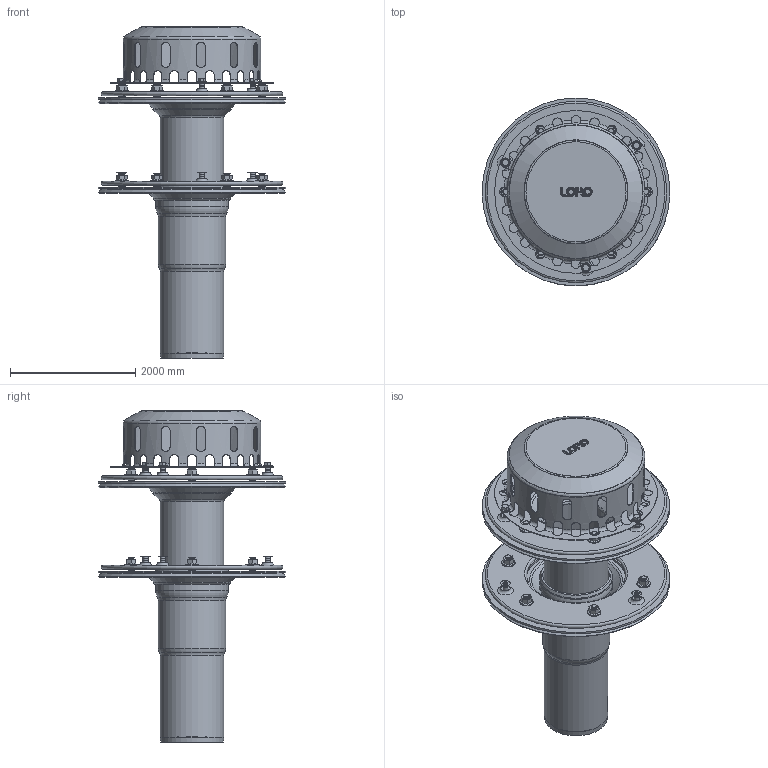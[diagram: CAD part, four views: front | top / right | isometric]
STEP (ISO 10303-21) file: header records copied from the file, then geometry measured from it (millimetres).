
FILE_DESCRIPTION(/* description */ (''),/* implementation_level */ '2;1');
FILE_NAME(/* name */ '21521.100X_3D.stp',/* time_stamp */ '2024-12-12T08:44:05+01:00',/* author */ ('CAD'),/* organization */ (''),/* preprocessor_version */ 'ST-DEVELOPER v20',/* originating_system */ 'AutoCAD Mechanical',/* authorisation */ '');
FILE_SCHEMA (('AUTOMOTIVE_DESIGN { 1 0 10303 214 3 1 1 }'));
Length unit declared in the file: centimetre
Products named in the file (2): Product; *S0
Assembly tree (1 placements, depth 2):
  Product
    *S0
Bounding box: 3000 x 3000 x 5302.5 mm (x, y, z)
Volume: 1603316945.5 mm3; surface area: 126223566 mm2
Topology: 44 solids, 44 shells, 1245 faces, 2927 edges, 1758 vertices
Faces by surface type: cone 588, plane 313, cylinder 211, torus 127, sphere 3, bspline 3
Full cylindrical faces by diameter (mm): 60 x3, 70 x12, 80 x27, 83.76 x12, 105 x2, 160 x24, 992 x2, 1016 x3, 1054 x1, 1078 x1, 1134 x1, 1135.991 x1, 1158 x2, 1600 x2, 2180 x1, 2200 x1, 2600 x1, 3000 x2
Entity records: 41877 total; most frequent: CARTESIAN_POINT 13187, DIRECTION 6109, ORIENTED_EDGE 5844, EDGE_CURVE 2922, AXIS2_PLACEMENT_3D 2517, VERTEX_POINT 1758, EDGE_LOOP 1432, CIRCLE 1269
